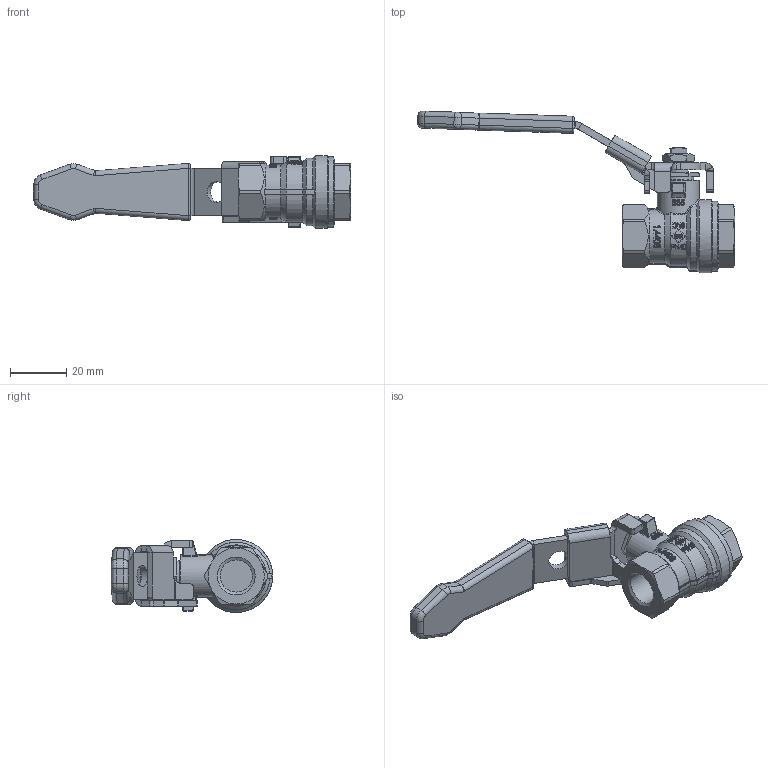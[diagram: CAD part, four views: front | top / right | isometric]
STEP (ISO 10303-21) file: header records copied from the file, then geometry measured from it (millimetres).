
FILE_DESCRIPTION(/* description */ (''),/* implementation_level */ '2;1');
FILE_NAME(/* name */ '835_835_0_6.stp',/* time_stamp */ '2021-09-26T18:15:53+02:00',/* author */ ('sga-ext'),/* organization */ (''),/* preprocessor_version */ 'ST-DEVELOPER v18.1',/* originating_system */ 'Autodesk Inventor 2021',/* authorisation */ '');
FILE_SCHEMA (('AUTOMOTIVE_DESIGN { 1 0 10303 214 3 1 1 }'));
Products named in the file (1): ENG-068100
Bounding box: 112.92 x 57.51 x 26 mm (x, y, z)
Volume: 25228.7 mm3; surface area: 12345.5 mm2
Topology: 2 solids, 3 shells, 1346 faces, 3508 edges, 2274 vertices
Faces by surface type: plane 633, bspline 445, cylinder 205, cone 41, torus 14, sphere 8
Full cylindrical faces by diameter (mm): 7 x1, 7.5 x1, 10.8 x1, 11 x1, 11.445 x2, 12 x1, 15 x1, 25 x1, 26 x1
Entity records: 49996 total; most frequent: CARTESIAN_POINT 18542, ORIENTED_EDGE 6996, DIRECTION 4810, EDGE_CURVE 3498, VERTEX_POINT 2274, LINE 1896, VECTOR 1896, EDGE_LOOP 1466
